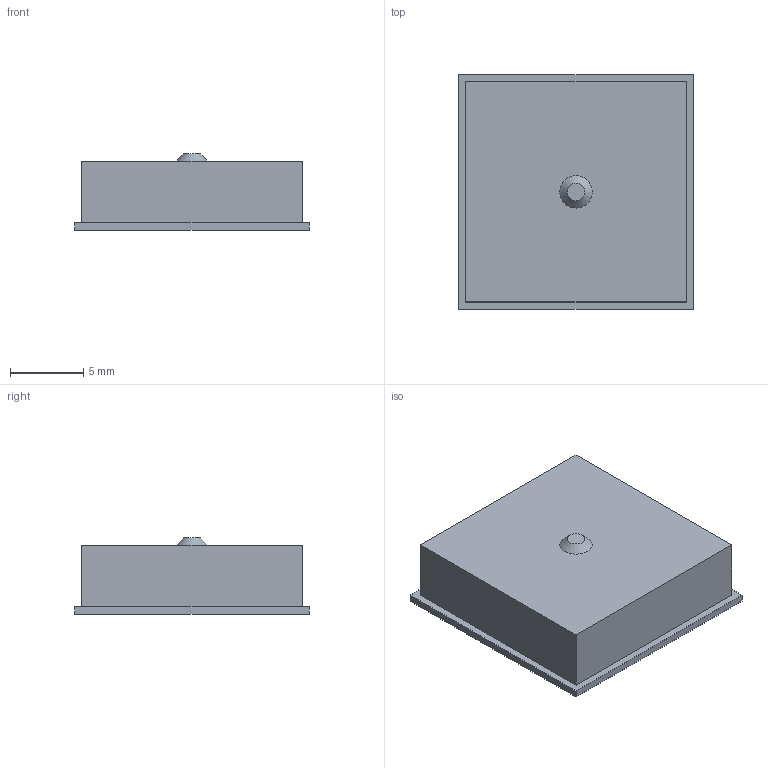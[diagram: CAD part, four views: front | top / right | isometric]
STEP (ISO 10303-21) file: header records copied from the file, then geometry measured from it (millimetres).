
FILE_DESCRIPTION(/* description */ (''),/* implementation_level */ '2;1');
FILE_NAME(/* name */ '409-09-01.stp',/* time_stamp */ '2019-02-15T16:38:25-06:00',/* author */ (''),/* organization */ (''),/* preprocessor_version */ 'ST-DEVELOPER v16.7',/* originating_system */ 'SIEMENS PLM Software NX 12.0',/* authorisation */ '');
FILE_SCHEMA (('AUTOMOTIVE_DESIGN { 1 0 10303 214 3 1 1 1 }'));
Length unit declared in the file: millimetre
Products named in the file (1): 409-09-01
Bounding box: 16 x 16 x 5.2 mm (x, y, z)
Volume: 1074.2 mm3; surface area: 1254.7 mm2
Topology: 3 solids, 3 shells, 15 faces, 28 edges, 19 vertices
Faces by surface type: plane 14, cone 1
Entity records: 486 total; most frequent: DIRECTION 60, CARTESIAN_POINT 60, ORIENTED_EDGE 52, EDGE_CURVE 26, LINE 24, VECTOR 24, VERTEX_POINT 18, AXIS2_PLACEMENT_3D 18
